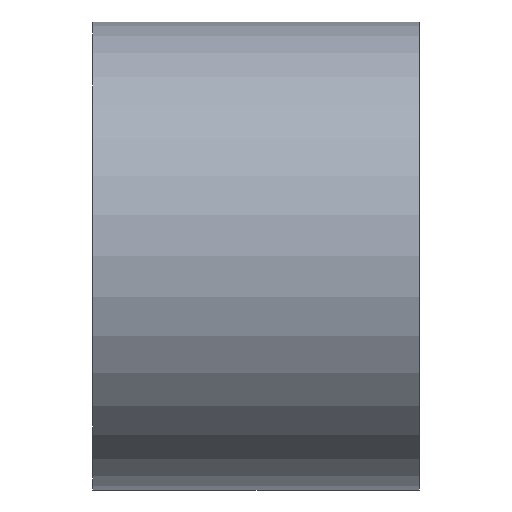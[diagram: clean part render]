
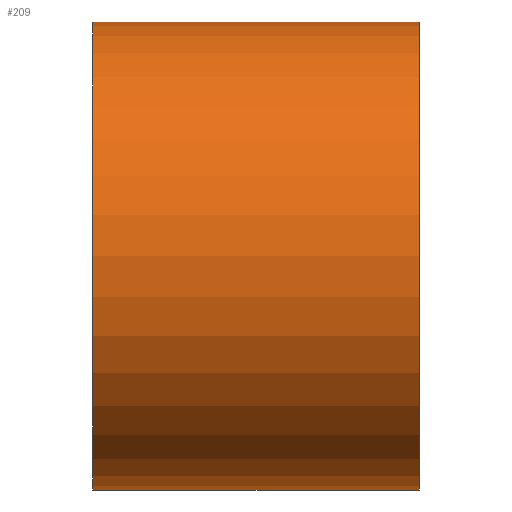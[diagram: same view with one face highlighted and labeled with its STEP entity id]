
A CAD part, front view. The second image highlights one B-rep face of the part: STEP entity #209.
In plain terms, the highlighted cylindrical face has radius 10.75 mm (diameter 21.5 mm), a partial arc.
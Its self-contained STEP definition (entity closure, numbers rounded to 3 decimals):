
#1 = ORIENTED_EDGE ( 'NONE', *, *, #86, .T. ) ;
#8 = DIRECTION ( 'NONE',  ( -1., 0., 0. ) ) ;
#13 = VERTEX_POINT ( 'NONE', #66 ) ;
#29 = EDGE_CURVE ( 'NONE', #227, #13, #167, .T. ) ;
#31 = EDGE_LOOP ( 'NONE', ( #48, #1, #225, #185 ) ) ;
#36 = CIRCLE ( 'NONE', #59, 10.75 ) ;
#38 = DIRECTION ( 'NONE',  ( -1., 0., 0. ) ) ;
#40 = DIRECTION ( 'NONE',  ( -1., 0., 0. ) ) ;
#43 = CARTESIAN_POINT ( 'NONE',  ( -32.837, 0., 0. ) ) ;
#46 = CARTESIAN_POINT ( 'NONE',  ( 0.886, 0., -10.75 ) ) ;
#48 = ORIENTED_EDGE ( 'NONE', *, *, #29, .F. ) ;
#53 = EDGE_CURVE ( 'NONE', #13, #131, #36, .T. ) ;
#55 = CARTESIAN_POINT ( 'NONE',  ( 0.886, 0., 10.75 ) ) ;
#59 = AXIS2_PLACEMENT_3D ( 'NONE', #171, #38, #188 ) ;
#61 = CYLINDRICAL_SURFACE ( 'NONE', #63, 10.75 ) ;
#63 = AXIS2_PLACEMENT_3D ( 'NONE', #43, #123, #196 ) ;
#66 = CARTESIAN_POINT ( 'NONE',  ( -14.114, 0., -10.75 ) ) ;
#80 = LINE ( 'NONE', #95, #81 ) ;
#81 = VECTOR ( 'NONE', #40, 1000. ) ;
#86 = EDGE_CURVE ( 'NONE', #227, #87, #235, .T. ) ;
#87 = VERTEX_POINT ( 'NONE', #55 ) ;
#95 = CARTESIAN_POINT ( 'NONE',  ( -32.837, 0., 10.75 ) ) ;
#117 = VECTOR ( 'NONE', #142, 1000. ) ;
#123 = DIRECTION ( 'NONE',  ( -1., 0., 0. ) ) ;
#124 = EDGE_CURVE ( 'NONE', #87, #131, #80, .T. ) ;
#131 = VERTEX_POINT ( 'NONE', #215 ) ;
#142 = DIRECTION ( 'NONE',  ( -1., 0., 0. ) ) ;
#167 = LINE ( 'NONE', #201, #117 ) ;
#169 = CARTESIAN_POINT ( 'NONE',  ( 0.886, 0., 0. ) ) ;
#171 = CARTESIAN_POINT ( 'NONE',  ( -14.114, 0., 0. ) ) ;
#185 = ORIENTED_EDGE ( 'NONE', *, *, #53, .F. ) ;
#188 = DIRECTION ( 'NONE',  ( 0., 0., 1. ) ) ;
#196 = DIRECTION ( 'NONE',  ( 0., 0., 1. ) ) ;
#201 = CARTESIAN_POINT ( 'NONE',  ( -32.837, 0., -10.75 ) ) ;
#209 = ADVANCED_FACE ( 'NONE', ( #234 ), #61, .T. ) ;
#215 = CARTESIAN_POINT ( 'NONE',  ( -14.114, 0., 10.75 ) ) ;
#225 = ORIENTED_EDGE ( 'NONE', *, *, #124, .T. ) ;
#227 = VERTEX_POINT ( 'NONE', #46 ) ;
#228 = AXIS2_PLACEMENT_3D ( 'NONE', #169, #8, #229 ) ;
#229 = DIRECTION ( 'NONE',  ( 0., 0., 1. ) ) ;
#234 = FACE_OUTER_BOUND ( 'NONE', #31, .T. ) ;
#235 = CIRCLE ( 'NONE', #228, 10.75 ) ;
